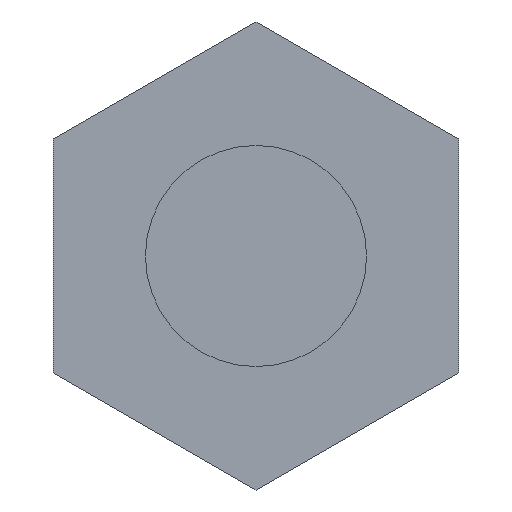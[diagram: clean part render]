
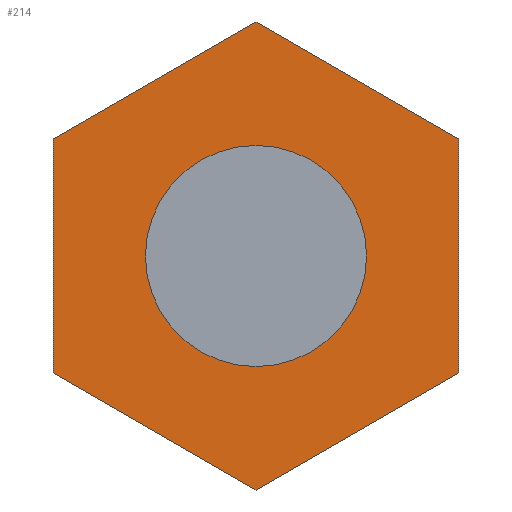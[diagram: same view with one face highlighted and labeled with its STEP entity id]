
A CAD part, front view. The second image highlights one B-rep face of the part: STEP entity #214.
In plain terms, the highlighted planar face has unit normal (0, -1, 0).
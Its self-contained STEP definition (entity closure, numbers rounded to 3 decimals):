
#18=FACE_BOUND('',#48,.T.);
#21=CIRCLE('',#243,1.5);
#22=CIRCLE('',#244,1.5);
#34=FACE_OUTER_BOUND('',#47,.T.);
#47=EDGE_LOOP('',(#173,#174,#175,#176,#177,#178));
#48=EDGE_LOOP('',(#179,#180));
#53=LINE('',#319,#73);
#57=LINE('',#327,#77);
#60=LINE('',#333,#80);
#63=LINE('',#339,#83);
#66=LINE('',#345,#86);
#69=LINE('',#350,#89);
#73=VECTOR('',#257,3.175);
#77=VECTOR('',#263,3.175);
#80=VECTOR('',#268,3.175);
#83=VECTOR('',#273,3.175);
#86=VECTOR('',#278,3.175);
#89=VECTOR('',#283,3.175);
#93=VERTEX_POINT('',#317);
#94=VERTEX_POINT('',#318);
#97=VERTEX_POINT('',#326);
#99=VERTEX_POINT('',#332);
#101=VERTEX_POINT('',#338);
#103=VERTEX_POINT('',#344);
#107=VERTEX_POINT('',#358);
#108=VERTEX_POINT('',#359);
#113=EDGE_CURVE('',#93,#94,#53,.T.);
#117=EDGE_CURVE('',#94,#97,#57,.T.);
#120=EDGE_CURVE('',#97,#99,#60,.T.);
#123=EDGE_CURVE('',#99,#101,#63,.T.);
#126=EDGE_CURVE('',#101,#103,#66,.T.);
#129=EDGE_CURVE('',#103,#93,#69,.T.);
#133=EDGE_CURVE('',#107,#108,#21,.T.);
#134=EDGE_CURVE('',#108,#107,#22,.T.);
#173=ORIENTED_EDGE('',*,*,#113,.F.);
#174=ORIENTED_EDGE('',*,*,#129,.F.);
#175=ORIENTED_EDGE('',*,*,#126,.F.);
#176=ORIENTED_EDGE('',*,*,#123,.F.);
#177=ORIENTED_EDGE('',*,*,#120,.F.);
#178=ORIENTED_EDGE('',*,*,#117,.F.);
#179=ORIENTED_EDGE('',*,*,#133,.F.);
#180=ORIENTED_EDGE('',*,*,#134,.F.);
#204=PLANE('',#242);
#214=ADVANCED_FACE('',(#34,#18),#204,.F.);
#242=AXIS2_PLACEMENT_3D('',#357,#291,#292);
#243=AXIS2_PLACEMENT_3D('',#360,#293,#294);
#244=AXIS2_PLACEMENT_3D('',#361,#295,#296);
#257=DIRECTION('',(0.,0.,-1.));
#263=DIRECTION('',(-0.866,0.,-0.5));
#268=DIRECTION('',(-0.866,0.,0.5));
#273=DIRECTION('',(0.,0.,1.));
#278=DIRECTION('',(0.866,0.,0.5));
#283=DIRECTION('',(0.866,0.,-0.5));
#291=DIRECTION('center_axis',(0.,1.,0.));
#292=DIRECTION('ref_axis',(0.,0.,1.));
#293=DIRECTION('center_axis',(0.,-1.,0.));
#294=DIRECTION('ref_axis',(0.,0.,-1.));
#295=DIRECTION('center_axis',(0.,-1.,0.));
#296=DIRECTION('ref_axis',(0.,0.,-1.));
#317=CARTESIAN_POINT('',(2.75,0.,1.588));
#318=CARTESIAN_POINT('',(2.75,0.,-1.588));
#319=CARTESIAN_POINT('',(2.75,0.,1.588));
#326=CARTESIAN_POINT('',(0.,0.,-3.175));
#327=CARTESIAN_POINT('',(2.75,0.,-1.588));
#332=CARTESIAN_POINT('',(-2.75,0.,-1.588));
#333=CARTESIAN_POINT('',(0.,0.,-3.175));
#338=CARTESIAN_POINT('',(-2.75,0.,1.588));
#339=CARTESIAN_POINT('',(-2.75,0.,-1.588));
#344=CARTESIAN_POINT('',(0.,0.,3.175));
#345=CARTESIAN_POINT('',(-2.75,0.,1.588));
#350=CARTESIAN_POINT('',(0.,0.,3.175));
#357=CARTESIAN_POINT('Origin',(0.,0.,0.));
#358=CARTESIAN_POINT('',(0.,0.,-1.5));
#359=CARTESIAN_POINT('',(0.,0.,1.5));
#360=CARTESIAN_POINT('Origin',(0.,0.,0.));
#361=CARTESIAN_POINT('Origin',(0.,0.,0.));
